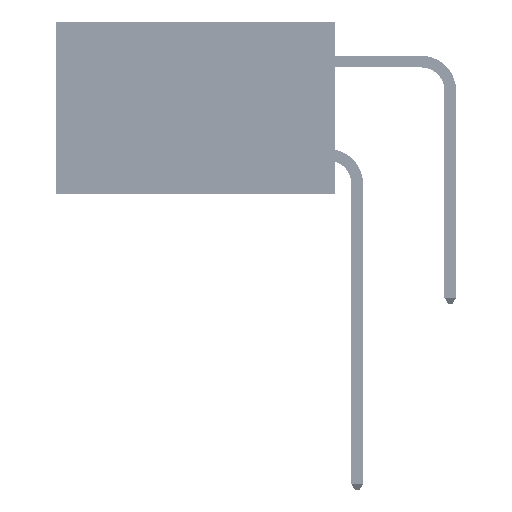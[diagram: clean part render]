
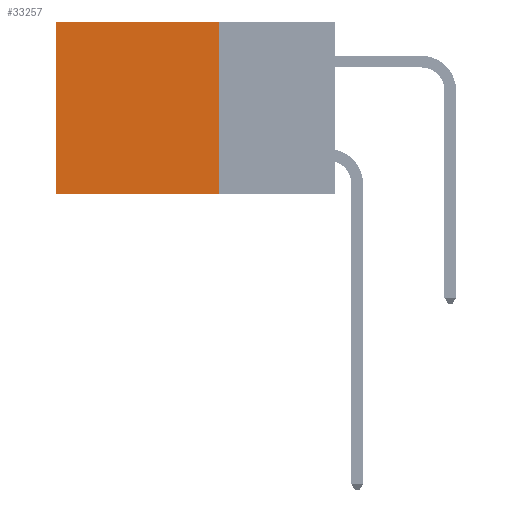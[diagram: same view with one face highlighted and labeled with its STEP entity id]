
A CAD part, left-side view. The second image highlights one B-rep face of the part: STEP entity #33257.
In plain terms, the highlighted planar face has unit normal (-1, 0, 0).
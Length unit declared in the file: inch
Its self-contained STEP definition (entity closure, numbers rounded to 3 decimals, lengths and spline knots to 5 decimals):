
#834 = DIRECTION ( 'NONE',  ( 1., 0., 0. ) ) ;
#1176 = FACE_OUTER_BOUND ( 'NONE', #1268, .T. ) ;
#1268 = EDGE_LOOP ( 'NONE', ( #13161, #26013, #50300, #1964 ) ) ;
#1892 = CARTESIAN_POINT ( 'NONE',  ( 0.2875, 0.25, 0. ) ) ;
#1964 = ORIENTED_EDGE ( 'NONE', *, *, #32669, .T. ) ;
#2324 = VERTEX_POINT ( 'NONE', #3934 ) ;
#3934 = CARTESIAN_POINT ( 'NONE',  ( 0.2875, 0.25, -0.37 ) ) ;
#4754 = CARTESIAN_POINT ( 'NONE',  ( 0.2875, 0.6, -0.37 ) ) ;
#4888 = CARTESIAN_POINT ( 'NONE',  ( 0.2875, 0.25, -0.37 ) ) ;
#5322 = DIRECTION ( 'NONE',  ( 0., 0., -1. ) ) ;
#6957 = LINE ( 'NONE', #17831, #7601 ) ;
#7601 = VECTOR ( 'NONE', #5322, 39.37008 ) ;
#8900 = EDGE_CURVE ( 'NONE', #39504, #2324, #6957, .T. ) ;
#12326 = PLANE ( 'NONE',  #39878 ) ;
#13161 = ORIENTED_EDGE ( 'NONE', *, *, #37578, .T. ) ;
#15320 = CARTESIAN_POINT ( 'NONE',  ( 0.2875, 0.6, 0. ) ) ;
#16523 = VECTOR ( 'NONE', #28673, 39.37008 ) ;
#16621 = DIRECTION ( 'NONE',  ( 0., 0., -1. ) ) ;
#17831 = CARTESIAN_POINT ( 'NONE',  ( 0.2875, 0.25, 0. ) ) ;
#20687 = DIRECTION ( 'NONE',  ( 0., 1., 0. ) ) ;
#22311 = EDGE_CURVE ( 'NONE', #2324, #45065, #38970, .T. ) ;
#25694 = VERTEX_POINT ( 'NONE', #15320 ) ;
#26013 = ORIENTED_EDGE ( 'NONE', *, *, #22311, .F. ) ;
#26779 = CARTESIAN_POINT ( 'NONE',  ( 0.2875, 0.25, 0. ) ) ;
#27266 = VECTOR ( 'NONE', #20687, 39.37008 ) ;
#28673 = DIRECTION ( 'NONE',  ( 0., 1., 0. ) ) ;
#29569 = CARTESIAN_POINT ( 'NONE',  ( 0.2875, 0.6, 0. ) ) ;
#31881 = LINE ( 'NONE', #29569, #46050 ) ;
#32669 = EDGE_CURVE ( 'NONE', #39504, #25694, #43579, .T. ) ;
#33257 = ADVANCED_FACE ( 'NONE', ( #1176 ), #12326, .F. ) ;
#37578 = EDGE_CURVE ( 'NONE', #25694, #45065, #31881, .T. ) ;
#38970 = LINE ( 'NONE', #4888, #27266 ) ;
#39504 = VERTEX_POINT ( 'NONE', #26779 ) ;
#39830 = CARTESIAN_POINT ( 'NONE',  ( 0.2875, 0.25, 0. ) ) ;
#39878 = AXIS2_PLACEMENT_3D ( 'NONE', #39830, #834, #16621 ) ;
#43579 = LINE ( 'NONE', #1892, #16523 ) ;
#45058 = DIRECTION ( 'NONE',  ( 0., 0., -1. ) ) ;
#45065 = VERTEX_POINT ( 'NONE', #4754 ) ;
#46050 = VECTOR ( 'NONE', #45058, 39.37008 ) ;
#50300 = ORIENTED_EDGE ( 'NONE', *, *, #8900, .F. ) ;
